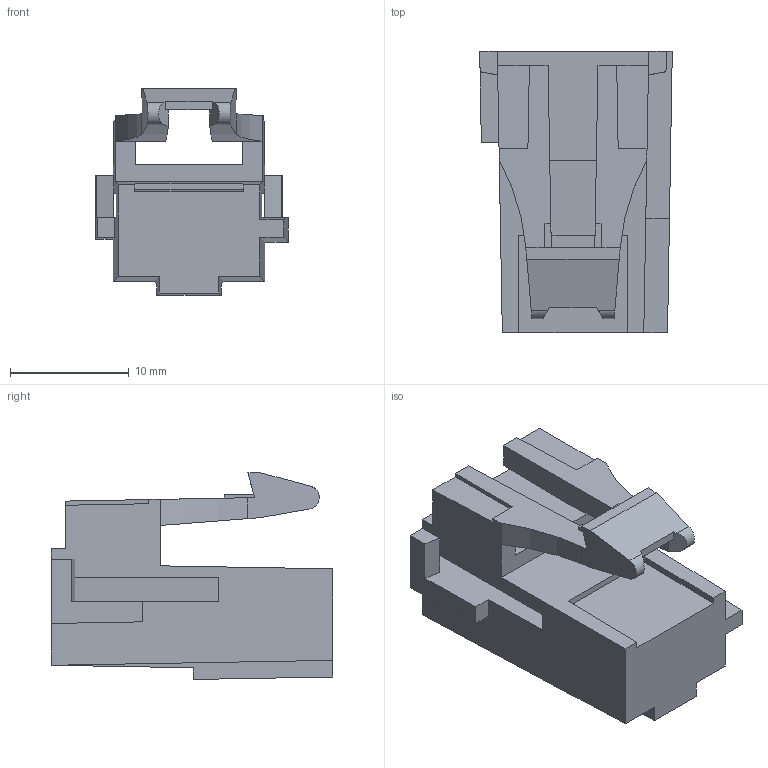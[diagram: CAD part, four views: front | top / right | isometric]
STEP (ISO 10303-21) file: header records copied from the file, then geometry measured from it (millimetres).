
FILE_DESCRIPTION(/* description */ (''),/* implementation_level */ '2;1');
FILE_NAME(/* name */ '12129081-ENV10_07-CONN.stp',/* time_stamp */ '2024-01-22T16:14:32+08:00',/* author */ (''),/* organization */ (''),/* preprocessor_version */ 'ST-DEVELOPER v16',/* originating_system */ 'SIEMENS PLM Software NX 11.0',/* authorisation */ '');
FILE_SCHEMA (('AUTOMOTIVE_DESIGN { 1 0 10303 214 3 1 1 1 }'));
Length unit declared in the file: millimetre
Products named in the file (1): 12129081-ENV10_07-CONN
Bounding box: 16.2 x 23.7 x 17.41 mm (x, y, z)
Volume: 2963.6 mm3; surface area: 2101.2 mm2
Topology: 1 solids, 1 shells, 85 faces, 250 edges, 163 vertices
Faces by surface type: plane 81, cylinder 4
Entity records: 2800 total; most frequent: ORIENTED_EDGE 500, CARTESIAN_POINT 499, DIRECTION 430, EDGE_CURVE 250, LINE 242, VECTOR 242, VERTEX_POINT 163, AXIS2_PLACEMENT_3D 94
